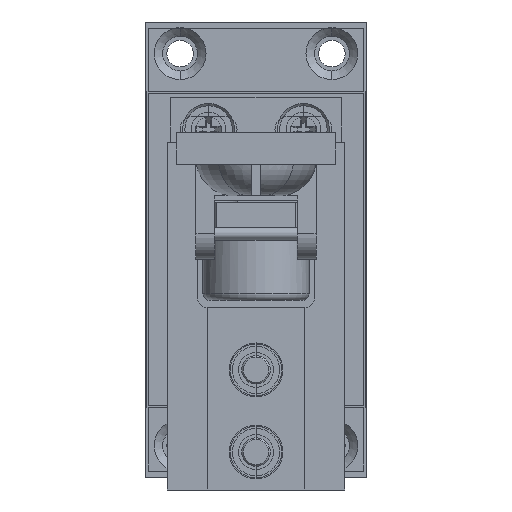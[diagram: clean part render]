
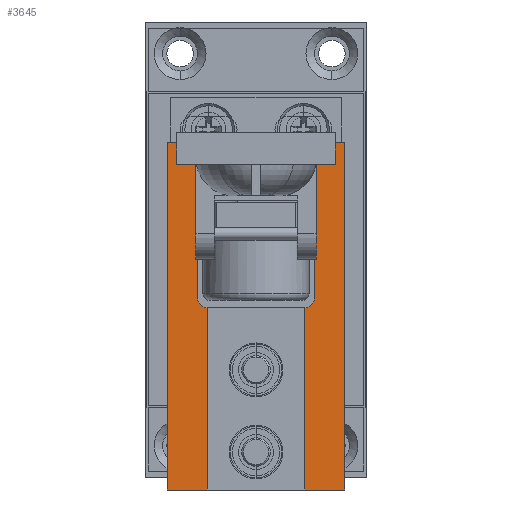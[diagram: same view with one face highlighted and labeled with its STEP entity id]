
A CAD part, front view. The second image highlights one B-rep face of the part: STEP entity #3645.
In plain terms, the highlighted planar face has unit normal (0, -1, 0).
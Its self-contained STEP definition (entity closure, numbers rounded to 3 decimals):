
#119 = VERTEX_POINT ( 'NONE', #15315 ) ;
#419 = CARTESIAN_POINT ( 'NONE',  ( -8.5, 0., -8.5 ) ) ;
#439 = EDGE_CURVE ( 'NONE', #13160, #2458, #13948, .T. ) ;
#574 = EDGE_CURVE ( 'NONE', #2238, #5551, #15651, .T. ) ;
#605 = VERTEX_POINT ( 'NONE', #7378 ) ;
#674 = CARTESIAN_POINT ( 'NONE',  ( -8.5, 0., 8.5 ) ) ;
#970 = DIRECTION ( 'NONE',  ( 0., -1., 0. ) ) ;
#1066 = ORIENTED_EDGE ( 'NONE', *, *, #8632, .T. ) ;
#1090 = AXIS2_PLACEMENT_3D ( 'NONE', #10115, #2861, #11335 ) ;
#1667 = CARTESIAN_POINT ( 'NONE',  ( -14., 0., 17. ) ) ;
#1671 = VERTEX_POINT ( 'NONE', #10052 ) ;
#1701 = DIRECTION ( 'NONE',  ( 0., 0., 1. ) ) ;
#2005 = EDGE_CURVE ( 'NONE', #8130, #14794, #10323, .T. ) ;
#2089 = DIRECTION ( 'NONE',  ( -1., 0., 0. ) ) ;
#2125 = FACE_BOUND ( 'NONE', #9580, .T. ) ;
#2179 = VERTEX_POINT ( 'NONE', #10020 ) ;
#2238 = VERTEX_POINT ( 'NONE', #674 ) ;
#2458 = VERTEX_POINT ( 'NONE', #4606 ) ;
#2527 = DIRECTION ( 'NONE',  ( 0., 0., 1. ) ) ;
#2615 = DIRECTION ( 'NONE',  ( 0., 0., -1. ) ) ;
#2669 = VECTOR ( 'NONE', #1701, 1000. ) ;
#2728 = CARTESIAN_POINT ( 'NONE',  ( 14., 0., 17. ) ) ;
#2788 = ORIENTED_EDGE ( 'NONE', *, *, #2005, .F. ) ;
#2861 = DIRECTION ( 'NONE',  ( 0., -1., 0. ) ) ;
#3323 = VECTOR ( 'NONE', #8592, 1000. ) ;
#3645 = ADVANCED_FACE ( 'NONE', ( #5310, #14660, #15039, #2125 ), #13880, .F. ) ;
#3927 = CARTESIAN_POINT ( 'NONE',  ( -14., 0., -38. ) ) ;
#4156 = AXIS2_PLACEMENT_3D ( 'NONE', #4235, #12730, #5426 ) ;
#4205 = AXIS2_PLACEMENT_3D ( 'NONE', #8226, #970, #9463 ) ;
#4235 = CARTESIAN_POINT ( 'NONE',  ( 0., 0., -19. ) ) ;
#4512 = EDGE_CURVE ( 'NONE', #2179, #2238, #8716, .T. ) ;
#4606 = CARTESIAN_POINT ( 'NONE',  ( 14., 0., -38. ) ) ;
#4620 = VECTOR ( 'NONE', #6783, 1000. ) ;
#4631 = CARTESIAN_POINT ( 'NONE',  ( 0., 0., -14.75 ) ) ;
#4701 = ORIENTED_EDGE ( 'NONE', *, *, #6203, .F. ) ;
#4869 = CARTESIAN_POINT ( 'NONE',  ( -8.5, 0., -8.5 ) ) ;
#4956 = LINE ( 'NONE', #419, #11053 ) ;
#4998 = DIRECTION ( 'NONE',  ( 0., 0., 1. ) ) ;
#5224 = DIRECTION ( 'NONE',  ( -1., 0., 0. ) ) ;
#5310 = FACE_BOUND ( 'NONE', #12004, .T. ) ;
#5426 = DIRECTION ( 'NONE',  ( 0., 0., 1. ) ) ;
#5551 = VERTEX_POINT ( 'NONE', #6103 ) ;
#6103 = CARTESIAN_POINT ( 'NONE',  ( 8.5, 0., 8.5 ) ) ;
#6130 = DIRECTION ( 'NONE',  ( 1., 0., 0. ) ) ;
#6150 = CARTESIAN_POINT ( 'NONE',  ( -14., 0., 17. ) ) ;
#6203 = EDGE_CURVE ( 'NONE', #14538, #12519, #8473, .T. ) ;
#6316 = VECTOR ( 'NONE', #6130, 1000. ) ;
#6385 = AXIS2_PLACEMENT_3D ( 'NONE', #11071, #9900, #4998 ) ;
#6783 = DIRECTION ( 'NONE',  ( 0., 0., -1. ) ) ;
#6936 = CARTESIAN_POINT ( 'NONE',  ( 14., 0., -38. ) ) ;
#7247 = EDGE_CURVE ( 'NONE', #14794, #8130, #10757, .T. ) ;
#7266 = DIRECTION ( 'NONE',  ( 0., 1., 0. ) ) ;
#7320 = EDGE_CURVE ( 'NONE', #2458, #14538, #15690, .T. ) ;
#7340 = CARTESIAN_POINT ( 'NONE',  ( -14., 0., -38. ) ) ;
#7378 = CARTESIAN_POINT ( 'NONE',  ( 0., 0., -27.75 ) ) ;
#7731 = EDGE_CURVE ( 'NONE', #605, #1671, #9010, .T. ) ;
#8084 = ORIENTED_EDGE ( 'NONE', *, *, #12916, .F. ) ;
#8130 = VERTEX_POINT ( 'NONE', #4631 ) ;
#8226 = CARTESIAN_POINT ( 'NONE',  ( 0., 0., -32. ) ) ;
#8269 = EDGE_CURVE ( 'NONE', #12519, #13160, #9765, .T. ) ;
#8332 = DIRECTION ( 'NONE',  ( 0., 0., 1. ) ) ;
#8354 = CIRCLE ( 'NONE', #4205, 4.25 ) ;
#8414 = EDGE_LOOP ( 'NONE', ( #1066, #8433, #12322, #12326 ) ) ;
#8433 = ORIENTED_EDGE ( 'NONE', *, *, #14073, .T. ) ;
#8473 = LINE ( 'NONE', #7340, #8862 ) ;
#8592 = DIRECTION ( 'NONE',  ( 1., 0., 0. ) ) ;
#8627 = LINE ( 'NONE', #9874, #9013 ) ;
#8632 = EDGE_CURVE ( 'NONE', #5551, #119, #8627, .T. ) ;
#8716 = LINE ( 'NONE', #4869, #2669 ) ;
#8862 = VECTOR ( 'NONE', #2527, 1000. ) ;
#9010 = CIRCLE ( 'NONE', #1090, 4.25 ) ;
#9013 = VECTOR ( 'NONE', #2615, 1000. ) ;
#9019 = CARTESIAN_POINT ( 'NONE',  ( 0., 0., 0. ) ) ;
#9463 = DIRECTION ( 'NONE',  ( 0., 0., 1. ) ) ;
#9468 = ORIENTED_EDGE ( 'NONE', *, *, #8269, .F. ) ;
#9580 = EDGE_LOOP ( 'NONE', ( #2788, #14992 ) ) ;
#9581 = CARTESIAN_POINT ( 'NONE',  ( 0., 0., -23.25 ) ) ;
#9765 = LINE ( 'NONE', #6150, #3323 ) ;
#9874 = CARTESIAN_POINT ( 'NONE',  ( 8.5, 0., -8.5 ) ) ;
#9900 = DIRECTION ( 'NONE',  ( 0., -1., 0. ) ) ;
#10020 = CARTESIAN_POINT ( 'NONE',  ( -8.5, 0., -8.5 ) ) ;
#10052 = CARTESIAN_POINT ( 'NONE',  ( 0., 0., -36.25 ) ) ;
#10115 = CARTESIAN_POINT ( 'NONE',  ( 0., 0., -32. ) ) ;
#10323 = CIRCLE ( 'NONE', #6385, 4.25 ) ;
#10757 = CIRCLE ( 'NONE', #4156, 4.25 ) ;
#11053 = VECTOR ( 'NONE', #5224, 1000. ) ;
#11071 = CARTESIAN_POINT ( 'NONE',  ( 0., 0., -19. ) ) ;
#11335 = DIRECTION ( 'NONE',  ( 0., 0., 1. ) ) ;
#11419 = AXIS2_PLACEMENT_3D ( 'NONE', #9019, #7266, #8332 ) ;
#11936 = ORIENTED_EDGE ( 'NONE', *, *, #439, .F. ) ;
#12004 = EDGE_LOOP ( 'NONE', ( #13190, #8084 ) ) ;
#12322 = ORIENTED_EDGE ( 'NONE', *, *, #4512, .T. ) ;
#12326 = ORIENTED_EDGE ( 'NONE', *, *, #574, .T. ) ;
#12445 = VECTOR ( 'NONE', #2089, 1000. ) ;
#12519 = VERTEX_POINT ( 'NONE', #1667 ) ;
#12571 = CARTESIAN_POINT ( 'NONE',  ( -8.5, 0., 8.5 ) ) ;
#12730 = DIRECTION ( 'NONE',  ( 0., -1., 0. ) ) ;
#12916 = EDGE_CURVE ( 'NONE', #1671, #605, #8354, .T. ) ;
#13160 = VERTEX_POINT ( 'NONE', #2728 ) ;
#13190 = ORIENTED_EDGE ( 'NONE', *, *, #7731, .F. ) ;
#13880 = PLANE ( 'NONE',  #11419 ) ;
#13948 = LINE ( 'NONE', #15250, #4620 ) ;
#14073 = EDGE_CURVE ( 'NONE', #119, #2179, #4956, .T. ) ;
#14118 = ORIENTED_EDGE ( 'NONE', *, *, #7320, .F. ) ;
#14538 = VERTEX_POINT ( 'NONE', #3927 ) ;
#14660 = FACE_OUTER_BOUND ( 'NONE', #15718, .T. ) ;
#14794 = VERTEX_POINT ( 'NONE', #9581 ) ;
#14992 = ORIENTED_EDGE ( 'NONE', *, *, #7247, .F. ) ;
#15039 = FACE_BOUND ( 'NONE', #8414, .T. ) ;
#15250 = CARTESIAN_POINT ( 'NONE',  ( 14., 0., 17. ) ) ;
#15315 = CARTESIAN_POINT ( 'NONE',  ( 8.5, 0., -8.5 ) ) ;
#15651 = LINE ( 'NONE', #12571, #6316 ) ;
#15690 = LINE ( 'NONE', #6936, #12445 ) ;
#15718 = EDGE_LOOP ( 'NONE', ( #4701, #14118, #11936, #9468 ) ) ;
